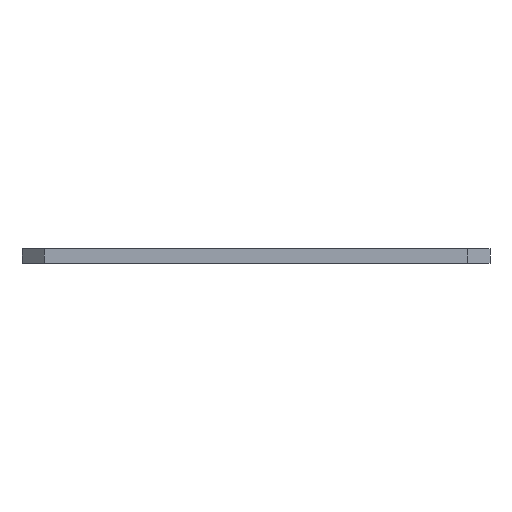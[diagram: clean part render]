
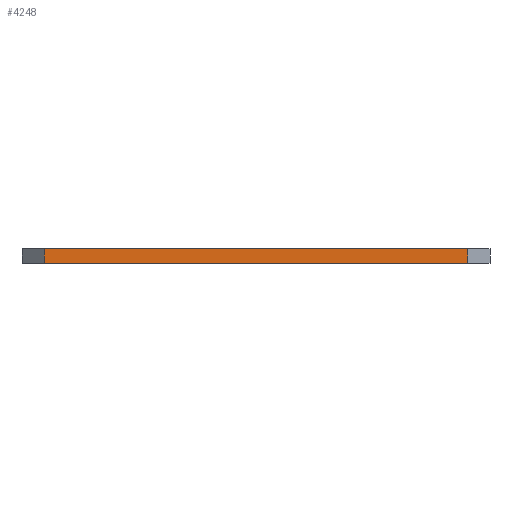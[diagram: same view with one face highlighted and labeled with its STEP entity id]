
A CAD part, front view. The second image highlights one B-rep face of the part: STEP entity #4248.
In plain terms, the highlighted planar face has unit normal (0, -1, 0).
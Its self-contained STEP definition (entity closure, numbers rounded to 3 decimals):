
#83 = PLANE('',#84);
#84 = AXIS2_PLACEMENT_3D('',#85,#86,#87);
#85 = CARTESIAN_POINT('',(148.642,-105.274,1.6));
#86 = DIRECTION('',(-0.,-0.,-1.));
#87 = DIRECTION('',(-1.,0.,0.));
#137 = PLANE('',#138);
#138 = AXIS2_PLACEMENT_3D('',#139,#140,#141);
#139 = CARTESIAN_POINT('',(148.642,-105.274,0.));
#140 = DIRECTION('',(-0.,-0.,-1.));
#141 = DIRECTION('',(-1.,0.,0.));
#386 = VERTEX_POINT('',#387);
#387 = CARTESIAN_POINT('',(172.631,-134.849,0.));
#401 = PLANE('',#402);
#402 = AXIS2_PLACEMENT_3D('',#403,#404,#405);
#403 = CARTESIAN_POINT('',(175.171,-132.309,0.));
#404 = DIRECTION('',(0.707,-0.707,0.));
#405 = DIRECTION('',(-0.707,-0.707,0.));
#413 = EDGE_CURVE('',#386,#414,#416,.T.);
#414 = VERTEX_POINT('',#415);
#415 = CARTESIAN_POINT('',(124.371,-134.849,0.));
#416 = SURFACE_CURVE('',#417,(#421,#428),.PCURVE_S1.);
#417 = LINE('',#418,#419);
#418 = CARTESIAN_POINT('',(172.631,-134.849,0.));
#419 = VECTOR('',#420,1.);
#420 = DIRECTION('',(-1.,0.,0.));
#421 = PCURVE('',#137,#422);
#422 = DEFINITIONAL_REPRESENTATION('',(#423),#427);
#423 = LINE('',#424,#425);
#424 = CARTESIAN_POINT('',(-23.989,-29.574));
#425 = VECTOR('',#426,1.);
#426 = DIRECTION('',(1.,0.));
#427 = ( GEOMETRIC_REPRESENTATION_CONTEXT(2) 
PARAMETRIC_REPRESENTATION_CONTEXT() REPRESENTATION_CONTEXT('2D SPACE',''
  ) );
#428 = PCURVE('',#429,#434);
#429 = PLANE('',#430);
#430 = AXIS2_PLACEMENT_3D('',#431,#432,#433);
#431 = CARTESIAN_POINT('',(172.631,-134.849,0.));
#432 = DIRECTION('',(0.,-1.,0.));
#433 = DIRECTION('',(-1.,0.,0.));
#434 = DEFINITIONAL_REPRESENTATION('',(#435),#439);
#435 = LINE('',#436,#437);
#436 = CARTESIAN_POINT('',(0.,-0.));
#437 = VECTOR('',#438,1.);
#438 = DIRECTION('',(1.,0.));
#439 = ( GEOMETRIC_REPRESENTATION_CONTEXT(2) 
PARAMETRIC_REPRESENTATION_CONTEXT() REPRESENTATION_CONTEXT('2D SPACE',''
  ) );
#457 = PLANE('',#458);
#458 = AXIS2_PLACEMENT_3D('',#459,#460,#461);
#459 = CARTESIAN_POINT('',(124.371,-134.849,0.));
#460 = DIRECTION('',(-0.707,-0.707,0.));
#461 = DIRECTION('',(-0.707,0.707,0.));
#2414 = VERTEX_POINT('',#2415);
#2415 = CARTESIAN_POINT('',(172.631,-134.849,1.6));
#2436 = EDGE_CURVE('',#2414,#2437,#2439,.T.);
#2437 = VERTEX_POINT('',#2438);
#2438 = CARTESIAN_POINT('',(124.371,-134.849,1.6));
#2439 = SURFACE_CURVE('',#2440,(#2444,#2451),.PCURVE_S1.);
#2440 = LINE('',#2441,#2442);
#2441 = CARTESIAN_POINT('',(172.631,-134.849,1.6));
#2442 = VECTOR('',#2443,1.);
#2443 = DIRECTION('',(-1.,0.,0.));
#2444 = PCURVE('',#83,#2445);
#2445 = DEFINITIONAL_REPRESENTATION('',(#2446),#2450);
#2446 = LINE('',#2447,#2448);
#2447 = CARTESIAN_POINT('',(-23.989,-29.574));
#2448 = VECTOR('',#2449,1.);
#2449 = DIRECTION('',(1.,0.));
#2450 = ( GEOMETRIC_REPRESENTATION_CONTEXT(2) 
PARAMETRIC_REPRESENTATION_CONTEXT() REPRESENTATION_CONTEXT('2D SPACE',''
  ) );
#2451 = PCURVE('',#429,#2452);
#2452 = DEFINITIONAL_REPRESENTATION('',(#2453),#2457);
#2453 = LINE('',#2454,#2455);
#2454 = CARTESIAN_POINT('',(0.,-1.6));
#2455 = VECTOR('',#2456,1.);
#2456 = DIRECTION('',(1.,0.));
#2457 = ( GEOMETRIC_REPRESENTATION_CONTEXT(2) 
PARAMETRIC_REPRESENTATION_CONTEXT() REPRESENTATION_CONTEXT('2D SPACE',''
  ) );
#4198 = EDGE_CURVE('',#414,#2437,#4199,.T.);
#4199 = SURFACE_CURVE('',#4200,(#4204,#4211),.PCURVE_S1.);
#4200 = LINE('',#4201,#4202);
#4201 = CARTESIAN_POINT('',(124.371,-134.849,0.));
#4202 = VECTOR('',#4203,1.);
#4203 = DIRECTION('',(0.,0.,1.));
#4204 = PCURVE('',#457,#4205);
#4205 = DEFINITIONAL_REPRESENTATION('',(#4206),#4210);
#4206 = LINE('',#4207,#4208);
#4207 = CARTESIAN_POINT('',(0.,0.));
#4208 = VECTOR('',#4209,1.);
#4209 = DIRECTION('',(0.,-1.));
#4210 = ( GEOMETRIC_REPRESENTATION_CONTEXT(2) 
PARAMETRIC_REPRESENTATION_CONTEXT() REPRESENTATION_CONTEXT('2D SPACE',''
  ) );
#4211 = PCURVE('',#429,#4212);
#4212 = DEFINITIONAL_REPRESENTATION('',(#4213),#4217);
#4213 = LINE('',#4214,#4215);
#4214 = CARTESIAN_POINT('',(48.26,0.));
#4215 = VECTOR('',#4216,1.);
#4216 = DIRECTION('',(0.,-1.));
#4217 = ( GEOMETRIC_REPRESENTATION_CONTEXT(2) 
PARAMETRIC_REPRESENTATION_CONTEXT() REPRESENTATION_CONTEXT('2D SPACE',''
  ) );
#4248 = ADVANCED_FACE('',(#4249),#429,.T.);
#4249 = FACE_BOUND('',#4250,.T.);
#4250 = EDGE_LOOP('',(#4251,#4272,#4273,#4274));
#4251 = ORIENTED_EDGE('',*,*,#4252,.T.);
#4252 = EDGE_CURVE('',#386,#2414,#4253,.T.);
#4253 = SURFACE_CURVE('',#4254,(#4258,#4265),.PCURVE_S1.);
#4254 = LINE('',#4255,#4256);
#4255 = CARTESIAN_POINT('',(172.631,-134.849,0.));
#4256 = VECTOR('',#4257,1.);
#4257 = DIRECTION('',(0.,0.,1.));
#4258 = PCURVE('',#429,#4259);
#4259 = DEFINITIONAL_REPRESENTATION('',(#4260),#4264);
#4260 = LINE('',#4261,#4262);
#4261 = CARTESIAN_POINT('',(0.,-0.));
#4262 = VECTOR('',#4263,1.);
#4263 = DIRECTION('',(0.,-1.));
#4264 = ( GEOMETRIC_REPRESENTATION_CONTEXT(2) 
PARAMETRIC_REPRESENTATION_CONTEXT() REPRESENTATION_CONTEXT('2D SPACE',''
  ) );
#4265 = PCURVE('',#401,#4266);
#4266 = DEFINITIONAL_REPRESENTATION('',(#4267),#4271);
#4267 = LINE('',#4268,#4269);
#4268 = CARTESIAN_POINT('',(3.592,0.));
#4269 = VECTOR('',#4270,1.);
#4270 = DIRECTION('',(0.,-1.));
#4271 = ( GEOMETRIC_REPRESENTATION_CONTEXT(2) 
PARAMETRIC_REPRESENTATION_CONTEXT() REPRESENTATION_CONTEXT('2D SPACE',''
  ) );
#4272 = ORIENTED_EDGE('',*,*,#2436,.T.);
#4273 = ORIENTED_EDGE('',*,*,#4198,.F.);
#4274 = ORIENTED_EDGE('',*,*,#413,.F.);
